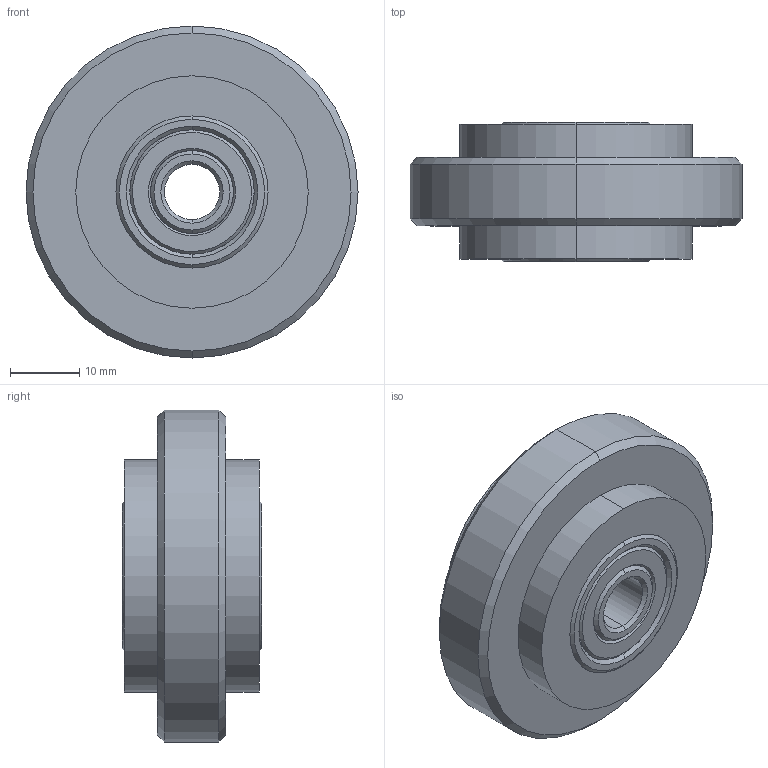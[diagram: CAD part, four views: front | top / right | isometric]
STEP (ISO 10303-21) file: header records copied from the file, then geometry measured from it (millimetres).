
FILE_DESCRIPTION(('STEP AP214'),'1');
FILE_NAME('fath_093025.stp','2017-05-12T10:04:36',('TraceParts'),('TraceParts S.A.'),'Spatial InterOp 3D',' ',' ');
FILE_SCHEMA(('automotive_design'));
Length unit declared in the file: millimetre
Products named in the file (14): fath_093025_1; fath_093025_2; fath_093025_3; fath_093025_4; fath_093025_5; fath_093025_6; fath_093025_7; fath_093025_8; fath_093025_9; fath_093025_10; fath_093025_11; fath_093025_12; fath_093025_13; fath_093025_14
Bounding box: 48 x 20.1 x 48 mm (x, y, z)
Volume: 23254.4 mm3; surface area: 12252.7 mm2
Topology: 14 solids, 14 shells, 172 faces, 360 edges, 204 vertices
Faces by surface type: cone 60, cylinder 56, plane 24, torus 16, sphere 16
Entity records: 6228 total; most frequent: DIRECTION 944, CARTESIAN_POINT 734, ORIENTED_EDGE 688, AXIS2_PLACEMENT_3D 414, EDGE_CURVE 344, CIRCLE 228, VERTEX_POINT 204, EDGE_LOOP 196
